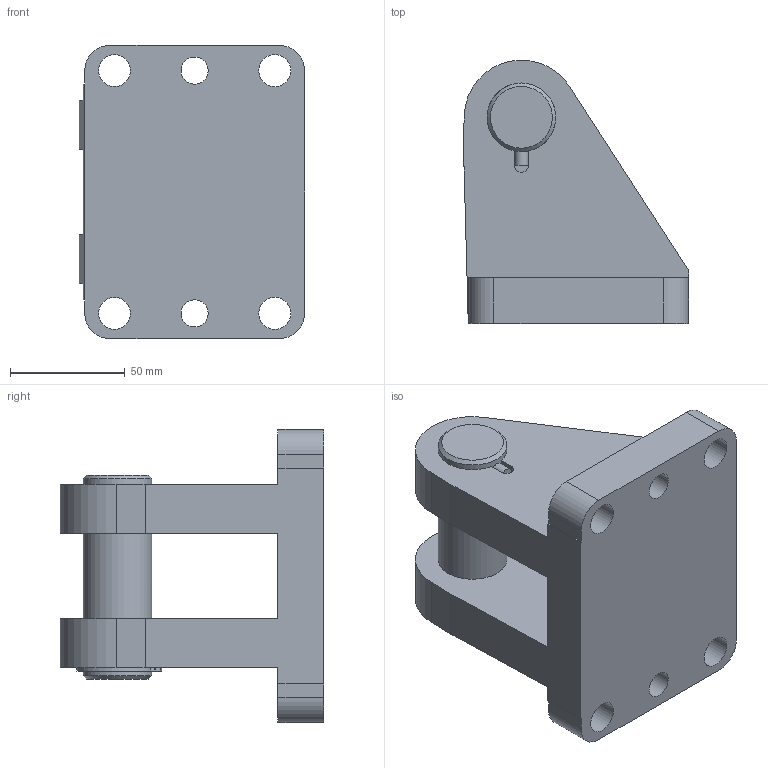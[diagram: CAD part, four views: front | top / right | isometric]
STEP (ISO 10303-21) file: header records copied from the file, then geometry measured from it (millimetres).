
FILE_DESCRIPTION(/* description */ ('STEP AP214'),/* implementation_level */ '2;1');
FILE_NAME(/* name */ '31767_LBG-125',/* time_stamp */ '2024-08-26T13:34:08+02:00',/* author */ ('License CC BY-ND 4.0'),/* organization */ ('CADENAS'),/* preprocessor_version */ 'ST-DEVELOPER v19.3',/* originating_system */ 'PARTsolutions',/* authorisation */ ' ');
FILE_SCHEMA (('AUTOMOTIVE_DESIGN {1 0 10303 214 3 1 1}'));
Length unit declared in the file: millimetre
Products named in the file (4): 31767 LBG-125; 31767 LBG-125---(L); 373504 BO- 30-077,0-DA; DIN471 - 30x1.5
Assembly tree (3 placements, depth 2):
  31767 LBG-125
    31767 LBG-125---(L)
    373504 BO- 30-077,0-DA
    DIN471 - 30x1.5
Bounding box: 98.32 x 115 x 128 mm (x, y, z)
Volume: 533702 mm3; surface area: 79942.9 mm2
Topology: 3 solids, 3 shells, 71 faces, 185 edges, 123 vertices
Faces by surface type: plane 37, cylinder 32, cone 2
Full cylindrical faces by diameter (mm): 2 x2, 6 x1, 11.8 x2, 14 x4, 28.6 x1, 30 x4
Entity records: 2241 total; most frequent: DIRECTION 382, CARTESIAN_POINT 371, ORIENTED_EDGE 332, EDGE_CURVE 166, AXIS2_PLACEMENT_3D 142, VERTEX_POINT 120, EDGE_LOOP 110, FACE_BOUND 110
